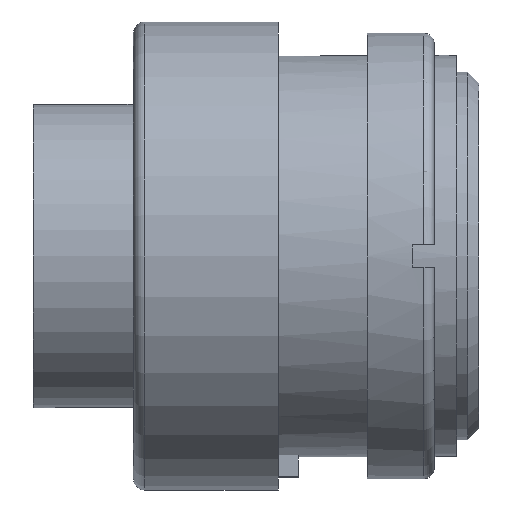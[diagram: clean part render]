
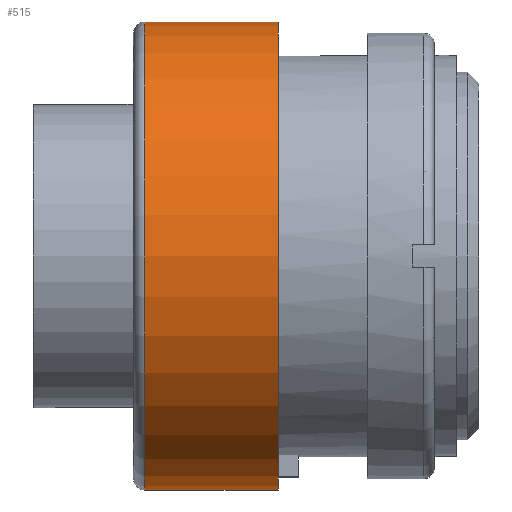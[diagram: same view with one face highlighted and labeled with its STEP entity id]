
A CAD part, front view. The second image highlights one B-rep face of the part: STEP entity #515.
In plain terms, the highlighted cylindrical face has radius 10.5 mm (diameter 21 mm), a full revolution.
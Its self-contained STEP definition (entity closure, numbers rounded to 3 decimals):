
#202=CYLINDRICAL_SURFACE('',#2737,10.5);
#269=FACE_BOUND('',#866,.T.);
#270=FACE_BOUND('',#867,.T.);
#515=ADVANCED_FACE('',(#269,#270),#202,.T.);
#866=EDGE_LOOP('',(#1424));
#867=EDGE_LOOP('',(#1425));
#1172=CIRCLE('',#2719,10.5);
#1183=CIRCLE('',#2736,10.5);
#1424=ORIENTED_EDGE('',*,*,#2219,.T.);
#1425=ORIENTED_EDGE('',*,*,#2202,.T.);
#1949=VERTEX_POINT('',#3963);
#1964=VERTEX_POINT('',#4001);
#2202=EDGE_CURVE('',#1949,#1949,#1172,.T.);
#2219=EDGE_CURVE('',#1964,#1964,#1183,.T.);
#2719=AXIS2_PLACEMENT_3D('',#3962,#3113,#3114);
#2736=AXIS2_PLACEMENT_3D('',#4000,#3153,#3154);
#2737=AXIS2_PLACEMENT_3D('',#4002,#3155,#3156);
#3113=DIRECTION('',(-1.,0.,0.));
#3114=DIRECTION('',(0.,0.,-1.));
#3153=DIRECTION('',(1.,0.,0.));
#3154=DIRECTION('',(0.,0.,1.));
#3155=DIRECTION('',(1.,0.,0.));
#3156=DIRECTION('',(0.,0.,-1.));
#3962=CARTESIAN_POINT('',(6.5,0.,0.));
#3963=CARTESIAN_POINT('',(6.5,0.,-10.5));
#4000=CARTESIAN_POINT('',(0.5,0.,0.));
#4001=CARTESIAN_POINT('',(0.5,0.,10.5));
#4002=CARTESIAN_POINT('',(0.,0.,0.));
